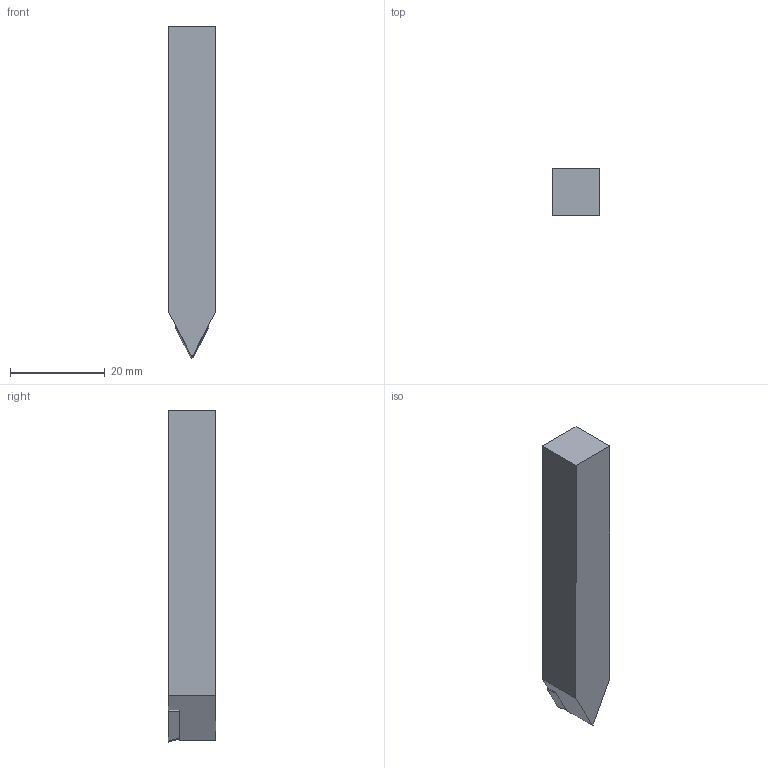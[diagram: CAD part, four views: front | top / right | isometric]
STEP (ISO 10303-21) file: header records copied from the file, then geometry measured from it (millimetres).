
FILE_DESCRIPTION((''),'2;1');
FILE_NAME('70680010_ASM','2019-06-12T11:11:24',('piechottad'),(''),'CREO PARAMETRIC BY PTC INC, 2018400','CREO PARAMETRIC BY PTC INC, 2018400','');
FILE_SCHEMA(('AUTOMOTIVE_DESIGN { 1 0 10303 214 1 1 1 1 }'));
Length unit declared in the file: millimetre
Products named in the file (3): 70680010NC; 70680010C; 70680010_ASM
Assembly tree (2 placements, depth 2):
  70680010_ASM
    70680010NC
    70680010C
Bounding box: 10 x 10 x 70.01 mm (x, y, z)
Volume: 6482.2 mm3; surface area: 2982.8 mm2
Topology: 2 solids, 2 shells, 25 faces, 67 edges, 46 vertices
Faces by surface type: plane 17, cylinder 4, torus 2, cone 2
Entity records: 2090 total; most frequent: CARTESIAN_POINT 224, DIRECTION 194, PROPERTY_DEFINITION 131, REPRESENTATION 129, PROPERTY_DEFINITION_REPRESENTATION 129, ORIENTED_EDGE 118, PRESENTATION_STYLE_ASSIGNMENT 105, STYLED_ITEM 105
